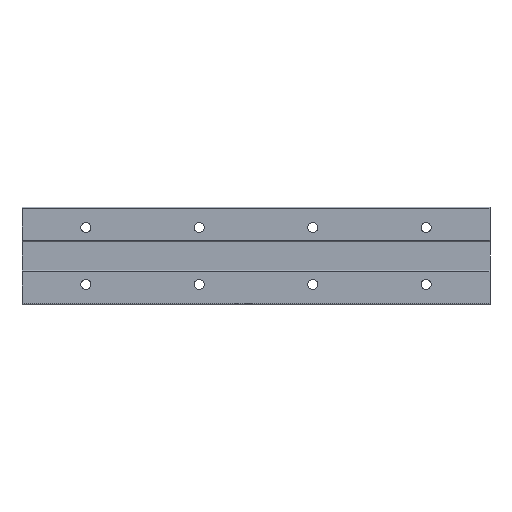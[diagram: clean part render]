
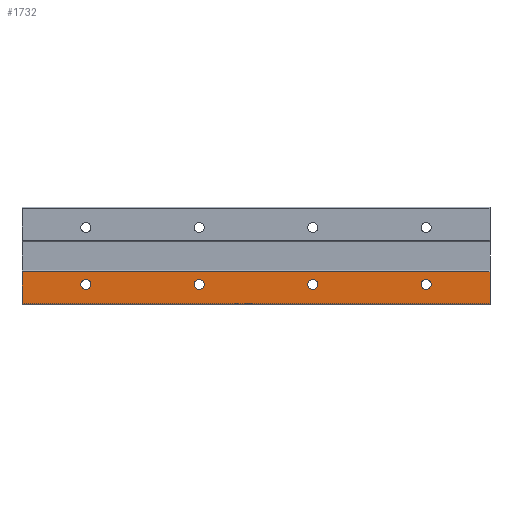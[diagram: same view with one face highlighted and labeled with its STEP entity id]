
A CAD part, front view. The second image highlights one B-rep face of the part: STEP entity #1732.
In plain terms, the highlighted planar face has unit normal (0, -1, 0).
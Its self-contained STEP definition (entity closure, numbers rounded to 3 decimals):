
#2 = VERTEX_POINT ( 'NONE', #468 ) ;
#17 = AXIS2_PLACEMENT_3D ( 'NONE', #1775, #158, #95 ) ;
#63 = ORIENTED_EDGE ( 'NONE', *, *, #2102, .F. ) ;
#95 = DIRECTION ( 'NONE',  ( 0., 0., 1. ) ) ;
#97 = EDGE_CURVE ( 'NONE', #2152, #464, #536, .T. ) ;
#113 = VERTEX_POINT ( 'NONE', #1096 ) ;
#146 = DIRECTION ( 'NONE',  ( 0., 0., 1. ) ) ;
#157 = CARTESIAN_POINT ( 'NONE',  ( 285., 0., -11. ) ) ;
#158 = DIRECTION ( 'NONE',  ( 0., -1., 0. ) ) ;
#163 = CIRCLE ( 'NONE', #775, 3.5 ) ;
#173 = DIRECTION ( 'NONE',  ( 0., 0., 1. ) ) ;
#175 = EDGE_LOOP ( 'NONE', ( #1294, #1697 ) ) ;
#181 = EDGE_CURVE ( 'NONE', #1360, #2, #501, .T. ) ;
#213 = DIRECTION ( 'NONE',  ( 0., -1., 0. ) ) ;
#251 = CARTESIAN_POINT ( 'NONE',  ( 285., 0., -11. ) ) ;
#295 = CARTESIAN_POINT ( 'NONE',  ( 0., 0., -20. ) ) ;
#321 = DIRECTION ( 'NONE',  ( 0., 0., 1. ) ) ;
#328 = FACE_OUTER_BOUND ( 'NONE', #729, .T. ) ;
#357 = VECTOR ( 'NONE', #761, 1000. ) ;
#358 = CARTESIAN_POINT ( 'NONE',  ( 160., 0., -20. ) ) ;
#376 = EDGE_CURVE ( 'NONE', #2043, #1367, #1938, .T. ) ;
#385 = CARTESIAN_POINT ( 'NONE',  ( 285., 0., -11. ) ) ;
#440 = LINE ( 'NONE', #2151, #1042 ) ;
#452 = CARTESIAN_POINT ( 'NONE',  ( 285., 0., -11. ) ) ;
#464 = VERTEX_POINT ( 'NONE', #507 ) ;
#468 = CARTESIAN_POINT ( 'NONE',  ( 160., 0., -23.5 ) ) ;
#488 = ORIENTED_EDGE ( 'NONE', *, *, #1480, .F. ) ;
#494 = LINE ( 'NONE', #452, #1989 ) ;
#501 = CIRCLE ( 'NONE', #692, 3.5 ) ;
#507 = CARTESIAN_POINT ( 'NONE',  ( 240., 0., -23.5 ) ) ;
#530 = VERTEX_POINT ( 'NONE', #2110 ) ;
#536 = CIRCLE ( 'NONE', #1219, 3.5 ) ;
#560 = EDGE_CURVE ( 'NONE', #1444, #1522, #440, .T. ) ;
#604 = AXIS2_PLACEMENT_3D ( 'NONE', #1481, #1113, #173 ) ;
#624 = EDGE_CURVE ( 'NONE', #2, #1360, #1941, .T. ) ;
#674 = ORIENTED_EDGE ( 'NONE', *, *, #97, .F. ) ;
#692 = AXIS2_PLACEMENT_3D ( 'NONE', #358, #727, #321 ) ;
#697 = DIRECTION ( 'NONE',  ( 0., 1., 0. ) ) ;
#707 = LINE ( 'NONE', #1783, #357 ) ;
#727 = DIRECTION ( 'NONE',  ( 0., -1., 0. ) ) ;
#729 = EDGE_LOOP ( 'NONE', ( #2310, #800, #63, #2211 ) ) ;
#747 = CARTESIAN_POINT ( 'NONE',  ( -45., 0., -33.5 ) ) ;
#759 = DIRECTION ( 'NONE',  ( 0., -1., 0. ) ) ;
#761 = DIRECTION ( 'NONE',  ( -1., 0., 0. ) ) ;
#764 = EDGE_CURVE ( 'NONE', #113, #530, #163, .T. ) ;
#775 = AXIS2_PLACEMENT_3D ( 'NONE', #1528, #213, #939 ) ;
#800 = ORIENTED_EDGE ( 'NONE', *, *, #954, .F. ) ;
#822 = CARTESIAN_POINT ( 'NONE',  ( 160., 0., -16.5 ) ) ;
#823 = CARTESIAN_POINT ( 'NONE',  ( 240., 0., -16.5 ) ) ;
#842 = CARTESIAN_POINT ( 'NONE',  ( 80., 0., -20. ) ) ;
#894 = CIRCLE ( 'NONE', #1710, 3.5 ) ;
#939 = DIRECTION ( 'NONE',  ( 0., 0., 1. ) ) ;
#954 = EDGE_CURVE ( 'NONE', #2005, #2012, #1285, .T. ) ;
#1016 = CARTESIAN_POINT ( 'NONE',  ( 0., 0., -23.5 ) ) ;
#1027 = FACE_BOUND ( 'NONE', #175, .T. ) ;
#1036 = FACE_BOUND ( 'NONE', #1947, .T. ) ;
#1042 = VECTOR ( 'NONE', #1976, 1000. ) ;
#1048 = CIRCLE ( 'NONE', #17, 3.5 ) ;
#1086 = EDGE_LOOP ( 'NONE', ( #1995, #1679 ) ) ;
#1096 = CARTESIAN_POINT ( 'NONE',  ( 80., 0., -16.5 ) ) ;
#1111 = ORIENTED_EDGE ( 'NONE', *, *, #624, .F. ) ;
#1113 = DIRECTION ( 'NONE',  ( 0., -1., 0. ) ) ;
#1154 = AXIS2_PLACEMENT_3D ( 'NONE', #1312, #759, #2193 ) ;
#1219 = AXIS2_PLACEMENT_3D ( 'NONE', #1621, #1410, #1770 ) ;
#1243 = EDGE_CURVE ( 'NONE', #2012, #1444, #707, .T. ) ;
#1272 = ORIENTED_EDGE ( 'NONE', *, *, #181, .F. ) ;
#1285 = LINE ( 'NONE', #385, #2055 ) ;
#1294 = ORIENTED_EDGE ( 'NONE', *, *, #764, .F. ) ;
#1312 = CARTESIAN_POINT ( 'NONE',  ( 160., 0., -20. ) ) ;
#1360 = VERTEX_POINT ( 'NONE', #822 ) ;
#1367 = VERTEX_POINT ( 'NONE', #1016 ) ;
#1369 = FACE_BOUND ( 'NONE', #2326, .T. ) ;
#1410 = DIRECTION ( 'NONE',  ( 0., -1., 0. ) ) ;
#1444 = VERTEX_POINT ( 'NONE', #747 ) ;
#1480 = EDGE_CURVE ( 'NONE', #464, #2152, #2259, .T. ) ;
#1481 = CARTESIAN_POINT ( 'NONE',  ( 240., 0., -20. ) ) ;
#1522 = VERTEX_POINT ( 'NONE', #1975 ) ;
#1528 = CARTESIAN_POINT ( 'NONE',  ( 80., 0., -20. ) ) ;
#1553 = DIRECTION ( 'NONE',  ( 0., -1., 0. ) ) ;
#1576 = PLANE ( 'NONE',  #1986 ) ;
#1589 = FACE_BOUND ( 'NONE', #1086, .T. ) ;
#1621 = CARTESIAN_POINT ( 'NONE',  ( 240., 0., -20. ) ) ;
#1679 = ORIENTED_EDGE ( 'NONE', *, *, #2062, .F. ) ;
#1697 = ORIENTED_EDGE ( 'NONE', *, *, #1753, .F. ) ;
#1710 = AXIS2_PLACEMENT_3D ( 'NONE', #842, #1553, #146 ) ;
#1732 = ADVANCED_FACE ( 'NONE', ( #328, #1589, #1369, #1036, #1027 ), #1576, .F. ) ;
#1753 = EDGE_CURVE ( 'NONE', #530, #113, #894, .T. ) ;
#1770 = DIRECTION ( 'NONE',  ( 0., 0., 1. ) ) ;
#1775 = CARTESIAN_POINT ( 'NONE',  ( 0., 0., -20. ) ) ;
#1783 = CARTESIAN_POINT ( 'NONE',  ( 285., 0., -33.5 ) ) ;
#1824 = DIRECTION ( 'NONE',  ( 0., 0., -1. ) ) ;
#1858 = CARTESIAN_POINT ( 'NONE',  ( 285., 0., -33.5 ) ) ;
#1868 = AXIS2_PLACEMENT_3D ( 'NONE', #295, #2082, #1907 ) ;
#1907 = DIRECTION ( 'NONE',  ( 0., 0., 1. ) ) ;
#1938 = CIRCLE ( 'NONE', #1868, 3.5 ) ;
#1941 = CIRCLE ( 'NONE', #1154, 3.5 ) ;
#1947 = EDGE_LOOP ( 'NONE', ( #1272, #1111 ) ) ;
#1955 = DIRECTION ( 'NONE',  ( 1., 0., 0. ) ) ;
#1975 = CARTESIAN_POINT ( 'NONE',  ( -45., 0., -11. ) ) ;
#1976 = DIRECTION ( 'NONE',  ( 0., 0., 1. ) ) ;
#1986 = AXIS2_PLACEMENT_3D ( 'NONE', #157, #697, #2100 ) ;
#1989 = VECTOR ( 'NONE', #1955, 1000. ) ;
#1995 = ORIENTED_EDGE ( 'NONE', *, *, #376, .F. ) ;
#2005 = VERTEX_POINT ( 'NONE', #251 ) ;
#2012 = VERTEX_POINT ( 'NONE', #1858 ) ;
#2043 = VERTEX_POINT ( 'NONE', #2059 ) ;
#2055 = VECTOR ( 'NONE', #1824, 1000. ) ;
#2059 = CARTESIAN_POINT ( 'NONE',  ( 0., 0., -16.5 ) ) ;
#2062 = EDGE_CURVE ( 'NONE', #1367, #2043, #1048, .T. ) ;
#2082 = DIRECTION ( 'NONE',  ( 0., -1., 0. ) ) ;
#2100 = DIRECTION ( 'NONE',  ( 0., 0., 1. ) ) ;
#2102 = EDGE_CURVE ( 'NONE', #1522, #2005, #494, .T. ) ;
#2110 = CARTESIAN_POINT ( 'NONE',  ( 80., 0., -23.5 ) ) ;
#2151 = CARTESIAN_POINT ( 'NONE',  ( -45., 0., -11. ) ) ;
#2152 = VERTEX_POINT ( 'NONE', #823 ) ;
#2193 = DIRECTION ( 'NONE',  ( 0., 0., 1. ) ) ;
#2211 = ORIENTED_EDGE ( 'NONE', *, *, #560, .F. ) ;
#2259 = CIRCLE ( 'NONE', #604, 3.5 ) ;
#2310 = ORIENTED_EDGE ( 'NONE', *, *, #1243, .F. ) ;
#2326 = EDGE_LOOP ( 'NONE', ( #674, #488 ) ) ;
